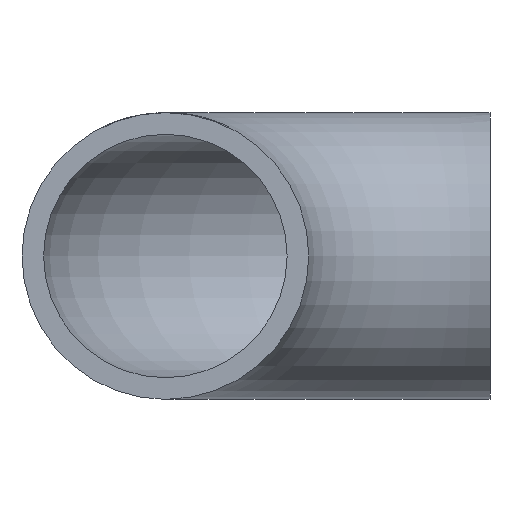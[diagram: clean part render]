
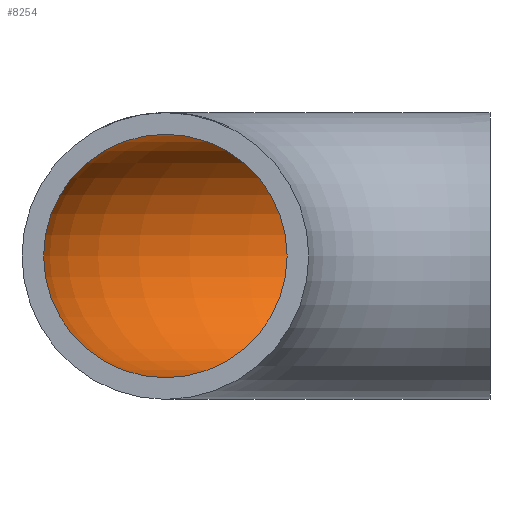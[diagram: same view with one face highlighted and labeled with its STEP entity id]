
A CAD part, front view. The second image highlights one B-rep face of the part: STEP entity #8254.
In plain terms, the highlighted toroidal (fillet/blend) face has major radius 48 mm and minor radius 18 mm.
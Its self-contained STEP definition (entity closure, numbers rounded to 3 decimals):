
#245 = DIRECTION ( 'NONE',  ( 0., 1., 0. ) ) ;
#503 = CARTESIAN_POINT ( 'NONE',  ( 0., 66., 0. ) ) ;
#887 = FACE_OUTER_BOUND ( 'NONE', #7567, .T. ) ;
#1206 = EDGE_LOOP ( 'NONE', ( #8065 ) ) ;
#2302 = EDGE_CURVE ( 'NONE', #6767, #6767, #3682, .T. ) ;
#2378 = ORIENTED_EDGE ( 'NONE', *, *, #2958, .F. ) ;
#2683 = DIRECTION ( 'NONE',  ( 0., 0., 1. ) ) ;
#2958 = EDGE_CURVE ( 'NONE', #6437, #6437, #3224, .T. ) ;
#3164 = CARTESIAN_POINT ( 'NONE',  ( 0., 48., 0. ) ) ;
#3224 = CIRCLE ( 'NONE', #7417, 18. ) ;
#3682 = CIRCLE ( 'NONE', #4156, 18. ) ;
#4156 = AXIS2_PLACEMENT_3D ( 'NONE', #3164, #8156, #245 ) ;
#4189 = DIRECTION ( 'NONE',  ( 0., 0., -1. ) ) ;
#6230 = DIRECTION ( 'NONE',  ( 0., 1., 0. ) ) ;
#6248 = FACE_OUTER_BOUND ( 'NONE', #1206, .T. ) ;
#6437 = VERTEX_POINT ( 'NONE', #9107 ) ;
#6767 = VERTEX_POINT ( 'NONE', #503 ) ;
#6795 = AXIS2_PLACEMENT_3D ( 'NONE', #8462, #4189, #7828 ) ;
#7417 = AXIS2_PLACEMENT_3D ( 'NONE', #7640, #6230, #2683 ) ;
#7567 = EDGE_LOOP ( 'NONE', ( #2378 ) ) ;
#7640 = CARTESIAN_POINT ( 'NONE',  ( -48., 0., 0. ) ) ;
#7828 = DIRECTION ( 'NONE',  ( -1., 0., 0. ) ) ;
#8065 = ORIENTED_EDGE ( 'NONE', *, *, #2302, .T. ) ;
#8156 = DIRECTION ( 'NONE',  ( 1., 0., 0. ) ) ;
#8254 = ADVANCED_FACE ( 'NONE', ( #6248, #887 ), #8273, .F. ) ;
#8273 = TOROIDAL_SURFACE ( 'NONE', #6795, 48., 18. ) ;
#8462 = CARTESIAN_POINT ( 'NONE',  ( 0., 0., 0. ) ) ;
#9107 = CARTESIAN_POINT ( 'NONE',  ( -48., 0., 18. ) ) ;
